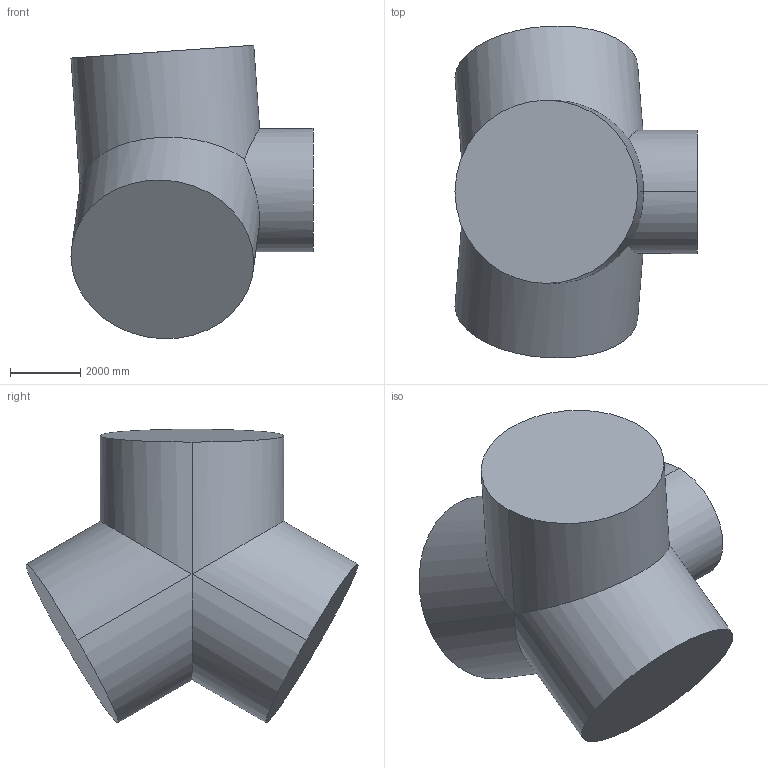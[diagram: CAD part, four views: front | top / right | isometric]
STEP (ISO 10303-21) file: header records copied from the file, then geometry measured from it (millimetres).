
FILE_DESCRIPTION (( 'STEP AP214' ), '1' );
FILE_NAME ('IEA15MW_Hub.STEP', '2023-04-20T18:05:44', ( '' ), ( '' ), 'SwSTEP 2.0', 'SolidWorks 2021', '' );
FILE_SCHEMA (( 'AUTOMOTIVE_DESIGN' ));
Length unit declared in the file: metre
Products named in the file (1): IEA15MW_Hub
Bounding box: 6868.51 x 9422.71 x 8328.64 mm (x, y, z)
Volume: 225258659016.8 mm3; surface area: 227932709.4 mm2
Topology: 1 solids, 1 shells, 12 faces, 25 edges, 15 vertices
Faces by surface type: cylinder 8, plane 4
Entity records: 645 total; most frequent: CARTESIAN_POINT 368, DIRECTION 50, ORIENTED_EDGE 50, EDGE_CURVE 25, AXIS2_PLACEMENT_3D 21, VERTEX_POINT 15, FACE_OUTER_BOUND 12, EDGE_LOOP 12
